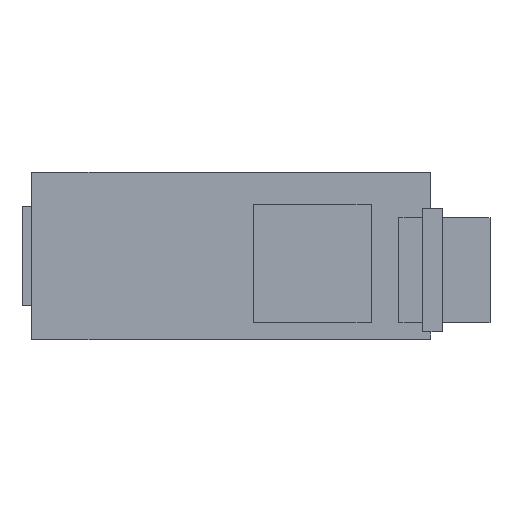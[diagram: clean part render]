
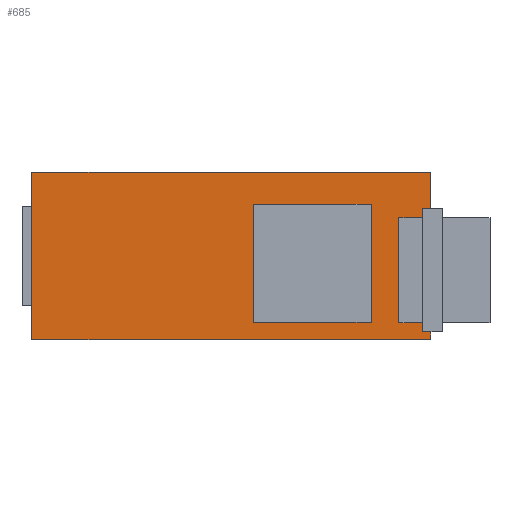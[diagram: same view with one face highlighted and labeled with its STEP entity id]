
A CAD part, top view. The second image highlights one B-rep face of the part: STEP entity #685.
In plain terms, the highlighted planar face has unit normal (0, 0, 1).
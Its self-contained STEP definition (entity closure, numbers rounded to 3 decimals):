
#41=ORIENTED_EDGE('',*,*,#231,.T.);
#42=ORIENTED_EDGE('',*,*,#232,.T.);
#43=ORIENTED_EDGE('',*,*,#233,.T.);
#44=ORIENTED_EDGE('',*,*,#234,.T.);
#45=ORIENTED_EDGE('',*,*,#235,.T.);
#46=ORIENTED_EDGE('',*,*,#236,.T.);
#47=ORIENTED_EDGE('',*,*,#237,.T.);
#48=ORIENTED_EDGE('',*,*,#238,.T.);
#49=ORIENTED_EDGE('',*,*,#239,.T.);
#50=ORIENTED_EDGE('',*,*,#240,.T.);
#51=ORIENTED_EDGE('',*,*,#215,.T.);
#52=ORIENTED_EDGE('',*,*,#241,.T.);
#53=ORIENTED_EDGE('',*,*,#242,.T.);
#54=ORIENTED_EDGE('',*,*,#243,.T.);
#55=ORIENTED_EDGE('',*,*,#244,.T.);
#56=ORIENTED_EDGE('',*,*,#245,.T.);
#215=EDGE_CURVE('',#312,#311,#374,.T.);
#231=EDGE_CURVE('',#325,#326,#390,.T.);
#232=EDGE_CURVE('',#326,#327,#391,.T.);
#233=EDGE_CURVE('',#327,#328,#392,.T.);
#234=EDGE_CURVE('',#328,#325,#393,.T.);
#235=EDGE_CURVE('',#329,#330,#394,.T.);
#236=EDGE_CURVE('',#330,#331,#395,.T.);
#237=EDGE_CURVE('',#331,#332,#396,.T.);
#238=EDGE_CURVE('',#332,#333,#397,.T.);
#239=EDGE_CURVE('',#333,#334,#398,.T.);
#240=EDGE_CURVE('',#334,#312,#399,.T.);
#241=EDGE_CURVE('',#311,#335,#400,.T.);
#242=EDGE_CURVE('',#335,#336,#401,.T.);
#243=EDGE_CURVE('',#336,#337,#402,.T.);
#244=EDGE_CURVE('',#337,#338,#403,.T.);
#245=EDGE_CURVE('',#338,#329,#404,.T.);
#311=VERTEX_POINT('',#954);
#312=VERTEX_POINT('',#956);
#325=VERTEX_POINT('',#987);
#326=VERTEX_POINT('',#988);
#327=VERTEX_POINT('',#990);
#328=VERTEX_POINT('',#992);
#329=VERTEX_POINT('',#995);
#330=VERTEX_POINT('',#996);
#331=VERTEX_POINT('',#998);
#332=VERTEX_POINT('',#1000);
#333=VERTEX_POINT('',#1002);
#334=VERTEX_POINT('',#1004);
#335=VERTEX_POINT('',#1007);
#336=VERTEX_POINT('',#1009);
#337=VERTEX_POINT('',#1011);
#338=VERTEX_POINT('',#1013);
#374=LINE('',#955,#470);
#390=LINE('',#986,#486);
#391=LINE('',#989,#487);
#392=LINE('',#991,#488);
#393=LINE('',#993,#489);
#394=LINE('',#994,#490);
#395=LINE('',#997,#491);
#396=LINE('',#999,#492);
#397=LINE('',#1001,#493);
#398=LINE('',#1003,#494);
#399=LINE('',#1005,#495);
#400=LINE('',#1006,#496);
#401=LINE('',#1008,#497);
#402=LINE('',#1010,#498);
#403=LINE('',#1012,#499);
#404=LINE('',#1014,#500);
#470=VECTOR('',#779,1000.);
#486=VECTOR('',#799,1000.);
#487=VECTOR('',#800,1000.);
#488=VECTOR('',#801,1000.);
#489=VECTOR('',#802,1000.);
#490=VECTOR('',#803,1000.);
#491=VECTOR('',#804,1000.);
#492=VECTOR('',#805,1000.);
#493=VECTOR('',#806,1000.);
#494=VECTOR('',#807,1000.);
#495=VECTOR('',#808,1000.);
#496=VECTOR('',#809,1000.);
#497=VECTOR('',#810,1000.);
#498=VECTOR('',#811,1000.);
#499=VECTOR('',#812,1000.);
#500=VECTOR('',#813,1000.);
#566=EDGE_LOOP('',(#41,#42,#43,#44));
#567=EDGE_LOOP('',(#45,#46,#47,#48,#49,#50,#51,#52,#53,#54,#55,#56));
#607=FACE_BOUND('',#566,.T.);
#608=FACE_BOUND('',#567,.T.);
#647=PLANE('',#736);
#685=ADVANCED_FACE('',(#607,#608),#647,.T.);
#736=AXIS2_PLACEMENT_3D('',#985,#797,#798);
#779=DIRECTION('',(0.,-1.,0.));
#797=DIRECTION('',(0.,0.,1.));
#798=DIRECTION('',(1.,0.,0.));
#799=DIRECTION('',(0.,1.,0.));
#800=DIRECTION('',(1.,0.,0.));
#801=DIRECTION('',(0.,-1.,0.));
#802=DIRECTION('',(-1.,0.,0.));
#803=DIRECTION('',(0.,1.,0.));
#804=DIRECTION('',(1.,0.,0.));
#805=DIRECTION('',(0.,1.,0.));
#806=DIRECTION('',(1.,0.,0.));
#807=DIRECTION('',(0.,1.,0.));
#808=DIRECTION('',(-1.,0.,0.));
#809=DIRECTION('',(1.,0.,0.));
#810=DIRECTION('',(0.,1.,0.));
#811=DIRECTION('',(-1.,0.,0.));
#812=DIRECTION('',(0.,1.,0.));
#813=DIRECTION('',(-1.,0.,0.));
#954=CARTESIAN_POINT('',(0.,0.,2.773));
#955=CARTESIAN_POINT('',(0.,21.1,2.773));
#956=CARTESIAN_POINT('',(0.,21.1,2.773));
#985=CARTESIAN_POINT('',(0.,0.,2.773));
#986=CARTESIAN_POINT('',(27.92,2.2,2.773));
#987=CARTESIAN_POINT('',(27.92,2.2,2.773));
#988=CARTESIAN_POINT('',(27.92,17.1,2.773));
#989=CARTESIAN_POINT('',(27.92,17.1,2.773));
#990=CARTESIAN_POINT('',(42.8,17.1,2.773));
#991=CARTESIAN_POINT('',(42.8,17.1,2.773));
#992=CARTESIAN_POINT('',(42.8,2.2,2.773));
#993=CARTESIAN_POINT('',(42.8,2.2,2.773));
#994=CARTESIAN_POINT('',(46.297,2.125,2.773));
#995=CARTESIAN_POINT('',(46.297,2.125,2.773));
#996=CARTESIAN_POINT('',(46.297,15.375,2.773));
#997=CARTESIAN_POINT('',(46.297,15.375,2.773));
#998=CARTESIAN_POINT('',(49.3,15.375,2.773));
#999=CARTESIAN_POINT('',(49.3,1.,2.773));
#1000=CARTESIAN_POINT('',(49.3,16.5,2.773));
#1001=CARTESIAN_POINT('',(51.8,16.5,2.773));
#1002=CARTESIAN_POINT('',(50.3,16.5,2.773));
#1003=CARTESIAN_POINT('',(50.3,0.,2.773));
#1004=CARTESIAN_POINT('',(50.3,21.1,2.773));
#1005=CARTESIAN_POINT('',(50.3,21.1,2.773));
#1006=CARTESIAN_POINT('',(0.,0.,2.773));
#1007=CARTESIAN_POINT('',(50.3,0.,2.773));
#1008=CARTESIAN_POINT('',(50.3,0.,2.773));
#1009=CARTESIAN_POINT('',(50.3,1.,2.773));
#1010=CARTESIAN_POINT('',(50.3,1.,2.773));
#1011=CARTESIAN_POINT('',(49.3,1.,2.773));
#1012=CARTESIAN_POINT('',(49.3,1.,2.773));
#1013=CARTESIAN_POINT('',(49.3,2.125,2.773));
#1014=CARTESIAN_POINT('',(49.3,2.125,2.773));
